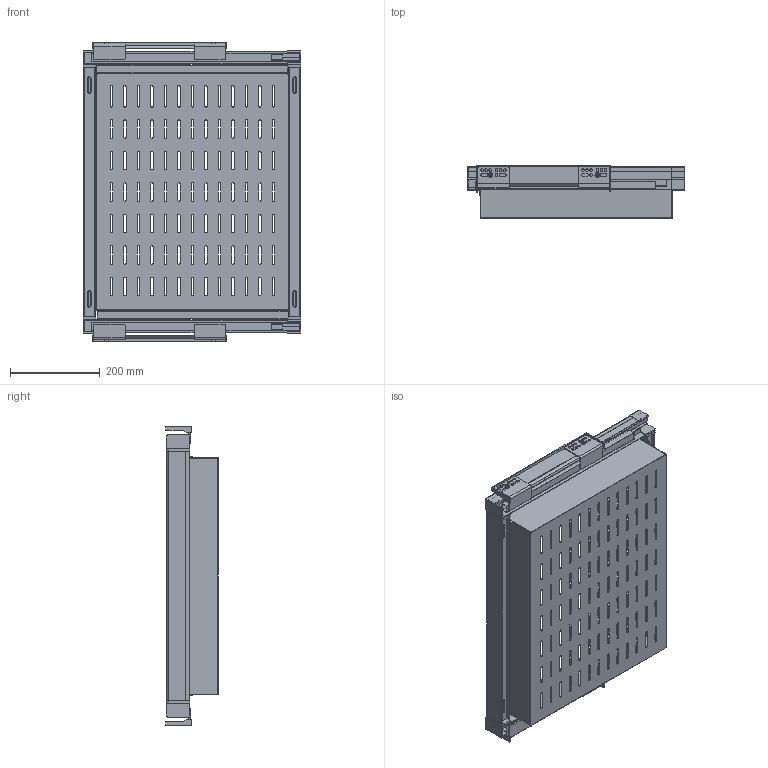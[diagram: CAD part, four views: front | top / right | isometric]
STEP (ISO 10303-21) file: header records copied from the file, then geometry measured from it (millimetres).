
FILE_DESCRIPTION(/* description */ (''),/* implementation_level */ '2;1');
FILE_NAME(/* name */ 'WG-KOSZM70.stp',/* time_stamp */ '2023-04-13T13:54:13+02:00',/* author */ ('tomaszw'),/* organization */ (''),/* preprocessor_version */ 'ST-DEVELOPER v19.2',/* originating_system */ 'Autodesk Inventor 2023',/* authorisation */ '');
FILE_SCHEMA (('AUTOMOTIVE_DESIGN { 1 0 10303 214 3 1 1 }'));
Length unit declared in the file: millimetre
Products named in the file (5): WG-KOSZM_param; WG-POBUW60M-60-02; Lewa strona; Prawa strona; KOSZ METALOWY
Assembly tree (4 placements, depth 2):
  WG-KOSZM_param
    WG-POBUW60M-60-02
    Lewa strona
    Prawa strona
    KOSZ METALOWY
Bounding box: 483 x 116.5 x 664 mm (x, y, z)
Volume: 1986786.6 mm3; surface area: 1769791.2 mm2
Topology: 10 solids, 10 shells, 878 faces, 2496 edges, 1656 vertices
Faces by surface type: plane 537, cylinder 329, cone 8, sphere 4
Full cylindrical faces by diameter (mm): 5 x4, 6 x32, 9 x4
Entity records: 29569 total; most frequent: CARTESIAN_POINT 5060, ORIENTED_EDGE 4988, DIRECTION 4970, EDGE_CURVE 2494, LINE 1790, VECTOR 1790, VERTEX_POINT 1656, AXIS2_PLACEMENT_3D 1590
